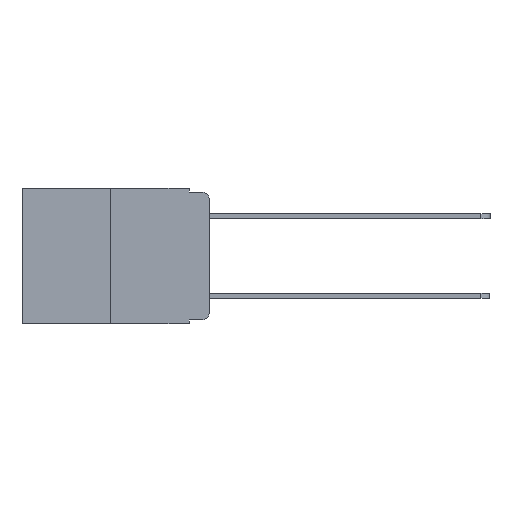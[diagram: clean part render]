
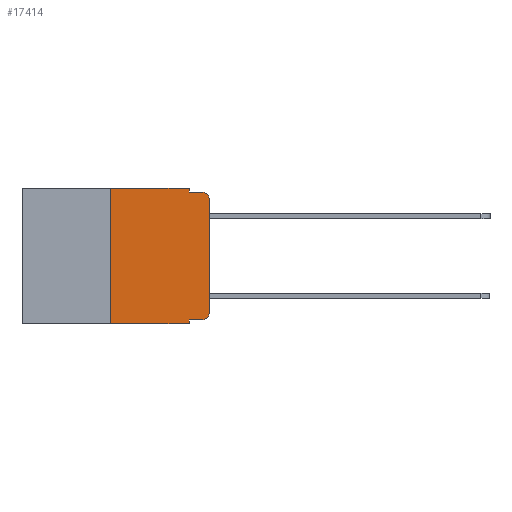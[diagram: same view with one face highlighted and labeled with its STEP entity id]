
A CAD part, left-side view. The second image highlights one B-rep face of the part: STEP entity #17414.
In plain terms, the highlighted planar face has unit normal (-1, 0, 0).
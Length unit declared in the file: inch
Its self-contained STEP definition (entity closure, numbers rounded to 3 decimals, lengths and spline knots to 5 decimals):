
#104 = LINE ( 'NONE', #24182, #761 ) ;
#213 = EDGE_CURVE ( 'NONE', #1274, #10785, #22263, .T. ) ;
#555 = DIRECTION ( 'NONE',  ( 0., 0., 1. ) ) ;
#761 = VECTOR ( 'NONE', #8379, 39.37008 ) ;
#979 = ORIENTED_EDGE ( 'NONE', *, *, #7442, .F. ) ;
#1274 = VERTEX_POINT ( 'NONE', #22963 ) ;
#2650 = ORIENTED_EDGE ( 'NONE', *, *, #9070, .F. ) ;
#2916 = AXIS2_PLACEMENT_3D ( 'NONE', #19313, #7476, #21279 ) ;
#3099 = CARTESIAN_POINT ( 'NONE',  ( 0., 0., -0.03 ) ) ;
#3497 = FACE_OUTER_BOUND ( 'NONE', #11878, .T. ) ;
#3934 = VERTEX_POINT ( 'NONE', #4396 ) ;
#3955 = ORIENTED_EDGE ( 'NONE', *, *, #24596, .F. ) ;
#4267 = EDGE_CURVE ( 'NONE', #12991, #10785, #19603, .T. ) ;
#4396 = CARTESIAN_POINT ( 'NONE',  ( 0., 0.02, -0.01 ) ) ;
#4628 = EDGE_CURVE ( 'NONE', #1274, #11963, #104, .T. ) ;
#5004 = DIRECTION ( 'NONE',  ( 0., -1., 0. ) ) ;
#6445 = DIRECTION ( 'NONE',  ( 0., -1., 0. ) ) ;
#7062 = VECTOR ( 'NONE', #11930, 39.37008 ) ;
#7442 = EDGE_CURVE ( 'NONE', #12991, #11684, #20986, .T. ) ;
#7476 = DIRECTION ( 'NONE',  ( 1., 0., 0. ) ) ;
#7838 = EDGE_CURVE ( 'NONE', #24926, #16129, #22195, .T. ) ;
#8379 = DIRECTION ( 'NONE',  ( 0., -1., 0. ) ) ;
#8433 = DIRECTION ( 'NONE',  ( 0., 0., -1. ) ) ;
#8713 = ORIENTED_EDGE ( 'NONE', *, *, #4628, .T. ) ;
#8847 = CIRCLE ( 'NONE', #19758, 0.02 ) ;
#9017 = VERTEX_POINT ( 'NONE', #14751 ) ;
#9070 = EDGE_CURVE ( 'NONE', #9017, #3934, #19131, .T. ) ;
#9137 = CARTESIAN_POINT ( 'NONE',  ( 0., 0.25, -0.343 ) ) ;
#9291 = VECTOR ( 'NONE', #5004, 39.37008 ) ;
#9678 = ORIENTED_EDGE ( 'NONE', *, *, #18098, .T. ) ;
#9713 = CARTESIAN_POINT ( 'NONE',  ( 0., 0.02, -0.03 ) ) ;
#10089 = CARTESIAN_POINT ( 'NONE',  ( 0., 0.02, -0.313 ) ) ;
#10617 = AXIS2_PLACEMENT_3D ( 'NONE', #9713, #23435, #11708 ) ;
#10733 = CARTESIAN_POINT ( 'NONE',  ( 0., 0.25, 0. ) ) ;
#10785 = VERTEX_POINT ( 'NONE', #18965 ) ;
#11175 = DIRECTION ( 'NONE',  ( 0., -1., 0. ) ) ;
#11684 = VERTEX_POINT ( 'NONE', #20521 ) ;
#11708 = DIRECTION ( 'NONE',  ( 0., 0., -1. ) ) ;
#11764 = ORIENTED_EDGE ( 'NONE', *, *, #7838, .T. ) ;
#11835 = VECTOR ( 'NONE', #15220, 39.37008 ) ;
#11878 = EDGE_LOOP ( 'NONE', ( #11764, #24638, #2650, #24340, #3955, #979, #12423, #18204, #8713, #9678 ) ) ;
#11930 = DIRECTION ( 'NONE',  ( 0., 0., 1. ) ) ;
#11963 = VERTEX_POINT ( 'NONE', #13515 ) ;
#12085 = DIRECTION ( 'NONE',  ( 0., 0., -1. ) ) ;
#12423 = ORIENTED_EDGE ( 'NONE', *, *, #4267, .T. ) ;
#12748 = EDGE_CURVE ( 'NONE', #14934, #9017, #18976, .T. ) ;
#12991 = VERTEX_POINT ( 'NONE', #9137 ) ;
#13487 = VECTOR ( 'NONE', #11175, 39.37008 ) ;
#13515 = CARTESIAN_POINT ( 'NONE',  ( 0., 0.02, -0.333 ) ) ;
#14430 = CARTESIAN_POINT ( 'NONE',  ( 0., 0.051, 0. ) ) ;
#14649 = EDGE_CURVE ( 'NONE', #16129, #3934, #20955, .T. ) ;
#14751 = CARTESIAN_POINT ( 'NONE',  ( 0., 0.051, -0.01 ) ) ;
#14914 = CARTESIAN_POINT ( 'NONE',  ( 0., 0.051, -0.01 ) ) ;
#14934 = VERTEX_POINT ( 'NONE', #14430 ) ;
#15220 = DIRECTION ( 'NONE',  ( 0., 0., -1. ) ) ;
#15266 = VECTOR ( 'NONE', #6445, 39.37008 ) ;
#15372 = CARTESIAN_POINT ( 'NONE',  ( 0., 0., -0.313 ) ) ;
#15883 = LINE ( 'NONE', #18273, #15266 ) ;
#16129 = VERTEX_POINT ( 'NONE', #3099 ) ;
#17078 = CARTESIAN_POINT ( 'NONE',  ( 0., 0.473, -0.343 ) ) ;
#17414 = ADVANCED_FACE ( 'NONE', ( #3497 ), #21104, .F. ) ;
#18098 = EDGE_CURVE ( 'NONE', #11963, #24926, #8847, .T. ) ;
#18204 = ORIENTED_EDGE ( 'NONE', *, *, #213, .F. ) ;
#18223 = CARTESIAN_POINT ( 'NONE',  ( 0., 0.051, 0. ) ) ;
#18273 = CARTESIAN_POINT ( 'NONE',  ( 0., 0.473, 0. ) ) ;
#18334 = VECTOR ( 'NONE', #8433, 39.37008 ) ;
#18965 = CARTESIAN_POINT ( 'NONE',  ( 0., 0.051, -0.343 ) ) ;
#18976 = LINE ( 'NONE', #18223, #18334 ) ;
#19131 = LINE ( 'NONE', #14914, #9291 ) ;
#19313 = CARTESIAN_POINT ( 'NONE',  ( 0., 0.473, 0. ) ) ;
#19603 = LINE ( 'NONE', #17078, #13487 ) ;
#19758 = AXIS2_PLACEMENT_3D ( 'NONE', #10089, #23794, #12085 ) ;
#20371 = VECTOR ( 'NONE', #555, 39.37008 ) ;
#20521 = CARTESIAN_POINT ( 'NONE',  ( 0., 0.25, 0. ) ) ;
#20608 = CARTESIAN_POINT ( 'NONE',  ( 0., 0.051, 0. ) ) ;
#20955 = CIRCLE ( 'NONE', #10617, 0.02 ) ;
#20986 = LINE ( 'NONE', #10733, #20371 ) ;
#21104 = PLANE ( 'NONE',  #2916 ) ;
#21279 = DIRECTION ( 'NONE',  ( 0., 0., -1. ) ) ;
#21706 = CARTESIAN_POINT ( 'NONE',  ( 0., 0., 0. ) ) ;
#22195 = LINE ( 'NONE', #21706, #7062 ) ;
#22263 = LINE ( 'NONE', #20608, #11835 ) ;
#22963 = CARTESIAN_POINT ( 'NONE',  ( 0., 0.051, -0.333 ) ) ;
#23435 = DIRECTION ( 'NONE',  ( -1., 0., 0. ) ) ;
#23794 = DIRECTION ( 'NONE',  ( -1., 0., 0. ) ) ;
#24182 = CARTESIAN_POINT ( 'NONE',  ( 0., 0.051, -0.333 ) ) ;
#24340 = ORIENTED_EDGE ( 'NONE', *, *, #12748, .F. ) ;
#24596 = EDGE_CURVE ( 'NONE', #11684, #14934, #15883, .T. ) ;
#24638 = ORIENTED_EDGE ( 'NONE', *, *, #14649, .T. ) ;
#24926 = VERTEX_POINT ( 'NONE', #15372 ) ;
